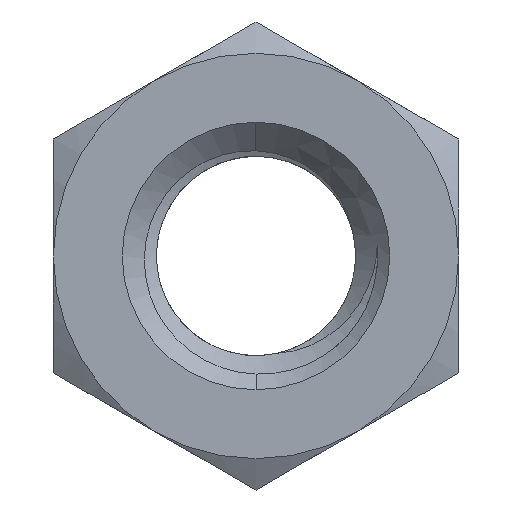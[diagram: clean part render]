
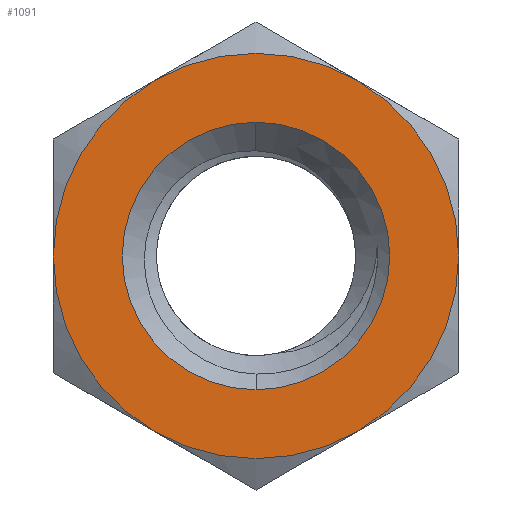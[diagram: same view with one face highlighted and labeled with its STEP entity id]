
A CAD part, front view. The second image highlights one B-rep face of the part: STEP entity #1091.
In plain terms, the highlighted planar face has unit normal (0, -1, 0).
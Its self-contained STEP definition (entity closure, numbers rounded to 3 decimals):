
#119=CARTESIAN_POINT('',(0.,0.044,0.));
#120=DIRECTION('',(0.,1.,0.));
#121=DIRECTION('',(0.5,0.,-0.866));
#122=AXIS2_PLACEMENT_3D('',#119,#120,#121);
#124=CARTESIAN_POINT('',(0.,0.044,0.));
#125=DIRECTION('',(0.,1.,0.));
#126=DIRECTION('',(0.,0.,-1.));
#127=AXIS2_PLACEMENT_3D('',#124,#125,#126);
#129=CARTESIAN_POINT('',(0.,0.044,0.));
#130=DIRECTION('',(0.,1.,0.));
#131=DIRECTION('',(-0.5,0.,-0.866));
#132=AXIS2_PLACEMENT_3D('',#129,#130,#131);
#134=CARTESIAN_POINT('',(0.,0.044,0.));
#135=DIRECTION('',(0.,1.,0.));
#136=DIRECTION('',(-1.,0.,0.));
#137=AXIS2_PLACEMENT_3D('',#134,#135,#136);
#139=CARTESIAN_POINT('',(0.,0.044,0.));
#140=DIRECTION('',(0.,1.,0.));
#141=DIRECTION('',(-0.5,0.,0.866));
#142=AXIS2_PLACEMENT_3D('',#139,#140,#141);
#144=CARTESIAN_POINT('',(0.,0.044,0.));
#145=DIRECTION('',(0.,1.,0.));
#146=DIRECTION('',(0.5,0.,0.866));
#147=AXIS2_PLACEMENT_3D('',#144,#145,#146);
#149=CARTESIAN_POINT('',(0.,0.044,0.));
#150=DIRECTION('',(0.,1.,0.));
#151=DIRECTION('',(1.,0.,0.));
#152=AXIS2_PLACEMENT_3D('',#149,#150,#151);
#154=CARTESIAN_POINT('',(0.,0.044,0.));
#155=DIRECTION('',(0.,-1.,0.));
#156=DIRECTION('',(0.,0.,1.));
#157=AXIS2_PLACEMENT_3D('',#154,#155,#156);
#159=CARTESIAN_POINT('',(0.,0.044,0.));
#160=DIRECTION('',(0.,-1.,0.));
#161=DIRECTION('',(0.,0.,-1.));
#162=AXIS2_PLACEMENT_3D('',#159,#160,#161);
#992=CARTESIAN_POINT('',(-2.5,0.044,-4.33));
#993=CARTESIAN_POINT('',(-5.,0.044,0.));
#994=VERTEX_POINT('',#992);
#995=VERTEX_POINT('',#993);
#996=CARTESIAN_POINT('',(-2.5,0.044,4.33));
#997=VERTEX_POINT('',#996);
#998=CARTESIAN_POINT('',(2.5,0.044,4.33));
#999=CARTESIAN_POINT('',(5.,0.044,0.));
#1000=VERTEX_POINT('',#998);
#1001=VERTEX_POINT('',#999);
#1002=CARTESIAN_POINT('',(2.5,0.044,-4.33));
#1003=VERTEX_POINT('',#1002);
#1004=CARTESIAN_POINT('',(0.,0.044,3.3));
#1005=CARTESIAN_POINT('',(0.,0.044,-3.3));
#1006=VERTEX_POINT('',#1004);
#1007=VERTEX_POINT('',#1005);
#1008=CARTESIAN_POINT('',(0.,0.044,-5.));
#1009=VERTEX_POINT('',#1008);
#1064=CARTESIAN_POINT('',(0.,0.044,0.));
#1065=DIRECTION('',(0.,1.,0.));
#1066=DIRECTION('',(0.,0.,1.));
#1067=AXIS2_PLACEMENT_3D('',#1064,#1065,#1066);
#1068=PLANE('',#1067);
#1070=ORIENTED_EDGE('',*,*,#1069,.T.);
#1072=ORIENTED_EDGE('',*,*,#1071,.T.);
#1074=ORIENTED_EDGE('',*,*,#1073,.T.);
#1076=ORIENTED_EDGE('',*,*,#1075,.T.);
#1078=ORIENTED_EDGE('',*,*,#1077,.T.);
#1080=ORIENTED_EDGE('',*,*,#1079,.T.);
#1082=ORIENTED_EDGE('',*,*,#1081,.T.);
#1083=EDGE_LOOP('',(#1070,#1072,#1074,#1076,#1078,#1080,#1082));
#1084=FACE_OUTER_BOUND('',#1083,.F.);
#1086=ORIENTED_EDGE('',*,*,#1085,.T.);
#1088=ORIENTED_EDGE('',*,*,#1087,.T.);
#1089=EDGE_LOOP('',(#1086,#1088));
#1090=FACE_BOUND('',#1089,.F.);
#123=CIRCLE('',#122,5.);
#128=CIRCLE('',#127,5.);
#133=CIRCLE('',#132,5.);
#138=CIRCLE('',#137,5.);
#143=CIRCLE('',#142,5.);
#148=CIRCLE('',#147,5.);
#153=CIRCLE('',#152,5.);
#158=CIRCLE('',#157,3.3);
#163=CIRCLE('',#162,3.3);
#1069=EDGE_CURVE('',#1003,#1009,#123,.T.);
#1071=EDGE_CURVE('',#1009,#994,#128,.T.);
#1073=EDGE_CURVE('',#994,#995,#133,.T.);
#1075=EDGE_CURVE('',#995,#997,#138,.T.);
#1077=EDGE_CURVE('',#997,#1000,#143,.T.);
#1079=EDGE_CURVE('',#1000,#1001,#148,.T.);
#1081=EDGE_CURVE('',#1001,#1003,#153,.T.);
#1085=EDGE_CURVE('',#1006,#1007,#158,.T.);
#1087=EDGE_CURVE('',#1007,#1006,#163,.T.);
#1091=ADVANCED_FACE('',(#1084,#1090),#1068,.F.);
